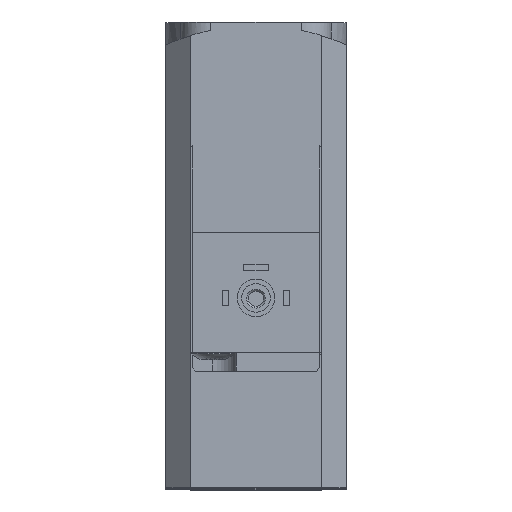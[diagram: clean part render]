
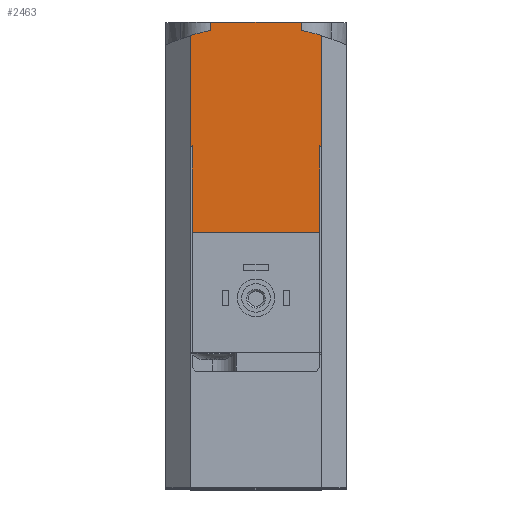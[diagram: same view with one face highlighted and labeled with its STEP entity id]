
A CAD part, top view. The second image highlights one B-rep face of the part: STEP entity #2463.
In plain terms, the highlighted face is planar.
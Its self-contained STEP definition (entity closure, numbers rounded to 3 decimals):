
#120=PLANE('',#2725);
#233=CIRCLE('',#2665,30.);
#235=CIRCLE('',#2669,30.);
#678=ORIENTED_EDGE('',*,*,#1183,.F.);
#679=ORIENTED_EDGE('',*,*,#1102,.T.);
#680=ORIENTED_EDGE('',*,*,#1124,.F.);
#681=ORIENTED_EDGE('',*,*,#1130,.F.);
#682=ORIENTED_EDGE('',*,*,#1076,.F.);
#683=ORIENTED_EDGE('',*,*,#1185,.F.);
#684=ORIENTED_EDGE('',*,*,#1085,.F.);
#685=ORIENTED_EDGE('',*,*,#1128,.F.);
#686=ORIENTED_EDGE('',*,*,#1121,.T.);
#687=ORIENTED_EDGE('',*,*,#1094,.T.);
#688=ORIENTED_EDGE('',*,*,#1180,.T.);
#689=ORIENTED_EDGE('',*,*,#1186,.F.);
#1076=EDGE_CURVE('',#1384,#1385,#1554,.T.);
#1085=EDGE_CURVE('',#1392,#1393,#1563,.T.);
#1094=EDGE_CURVE('',#1400,#1401,#233,.T.);
#1102=EDGE_CURVE('',#1409,#1408,#235,.T.);
#1121=EDGE_CURVE('',#1425,#1400,#1591,.T.);
#1124=EDGE_CURVE('',#1427,#1408,#1594,.T.);
#1128=EDGE_CURVE('',#1425,#1392,#1598,.T.);
#1130=EDGE_CURVE('',#1385,#1427,#1600,.T.);
#1180=EDGE_CURVE('',#1401,#1459,#1639,.T.);
#1183=EDGE_CURVE('',#1409,#1461,#1641,.T.);
#1185=EDGE_CURVE('',#1393,#1384,#1643,.T.);
#1186=EDGE_CURVE('',#1461,#1459,#1644,.T.);
#1384=VERTEX_POINT('',#3997);
#1385=VERTEX_POINT('',#3999);
#1392=VERTEX_POINT('',#4015);
#1393=VERTEX_POINT('',#4017);
#1400=VERTEX_POINT('',#4046);
#1401=VERTEX_POINT('',#4047);
#1408=VERTEX_POINT('',#4061);
#1409=VERTEX_POINT('',#4063);
#1425=VERTEX_POINT('',#4109);
#1427=VERTEX_POINT('',#4115);
#1459=VERTEX_POINT('',#4239);
#1461=VERTEX_POINT('',#4247);
#1554=LINE('',#3998,#1734);
#1563=LINE('',#4016,#1743);
#1591=LINE('',#4108,#1771);
#1594=LINE('',#4114,#1774);
#1598=LINE('',#4121,#1778);
#1600=LINE('',#4123,#1780);
#1639=LINE('',#4240,#1819);
#1641=LINE('',#4246,#1821);
#1643=LINE('',#4250,#1823);
#1644=LINE('',#4251,#1824);
#1734=VECTOR('',#3080,1000.);
#1743=VECTOR('',#3091,1000.);
#1771=VECTOR('',#3137,1000.);
#1774=VECTOR('',#3142,1000.);
#1778=VECTOR('',#3148,1000.);
#1780=VECTOR('',#3150,1000.);
#1819=VECTOR('',#3283,1000.);
#1821=VECTOR('',#3291,1000.);
#1823=VECTOR('',#3295,1000.);
#1824=VECTOR('',#3296,1000.);
#2021=EDGE_LOOP('',(#678,#679,#680,#681,#682,#683,#684,#685,#686,#687,#688,
#689));
#2238=FACE_BOUND('',#2021,.T.);
#2463=ADVANCED_FACE('',(#2238),#120,.T.);
#2665=AXIS2_PLACEMENT_3D('',#4045,#3101,#3102);
#2669=AXIS2_PLACEMENT_3D('',#4062,#3113,#3114);
#2725=AXIS2_PLACEMENT_3D('',#4249,#3293,#3294);
#3080=DIRECTION('',(0.,1.,0.));
#3091=DIRECTION('',(0.,-1.,0.));
#3101=DIRECTION('',(-1.,0.,0.));
#3102=DIRECTION('',(0.,0.,1.));
#3113=DIRECTION('',(-1.,0.,0.));
#3114=DIRECTION('',(0.,0.,1.));
#3137=DIRECTION('',(0.,1.,0.));
#3142=DIRECTION('',(0.,1.,0.));
#3148=DIRECTION('',(0.,0.,-1.));
#3150=DIRECTION('',(0.,0.,-1.));
#3283=DIRECTION('',(0.,1.,0.));
#3291=DIRECTION('',(0.,1.,0.));
#3293=DIRECTION('',(-1.,0.,0.));
#3294=DIRECTION('',(0.,0.,1.));
#3295=DIRECTION('',(0.,0.,-1.));
#3296=DIRECTION('',(0.,0.,1.));
#3997=CARTESIAN_POINT('',(4.,34.,-8.5));
#3998=CARTESIAN_POINT('',(4.,45.5,-8.5));
#3999=CARTESIAN_POINT('',(4.,45.5,-8.5));
#4015=CARTESIAN_POINT('',(4.,45.5,8.5));
#4016=CARTESIAN_POINT('',(4.,16.,8.5));
#4017=CARTESIAN_POINT('',(4.,34.,8.5));
#4045=CARTESIAN_POINT('',(4.,31.5,0.));
#4046=CARTESIAN_POINT('',(4.,60.196,8.75));
#4047=CARTESIAN_POINT('',(4.,60.894,6.));
#4061=CARTESIAN_POINT('',(4.,60.196,-8.75));
#4062=CARTESIAN_POINT('',(4.,31.5,0.));
#4063=CARTESIAN_POINT('',(4.,60.894,-6.));
#4108=CARTESIAN_POINT('',(4.,34.,8.75));
#4109=CARTESIAN_POINT('',(4.,45.5,8.75));
#4114=CARTESIAN_POINT('',(4.,34.,-8.75));
#4115=CARTESIAN_POINT('',(4.,45.5,-8.75));
#4121=CARTESIAN_POINT('',(4.,45.5,8.5));
#4123=CARTESIAN_POINT('',(4.,45.5,-26.25));
#4239=CARTESIAN_POINT('',(4.,62.,6.));
#4240=CARTESIAN_POINT('',(4.,57.,6.));
#4246=CARTESIAN_POINT('',(4.,57.,-6.));
#4247=CARTESIAN_POINT('',(4.,62.,-6.));
#4249=CARTESIAN_POINT('',(4.,57.,-6.));
#4250=CARTESIAN_POINT('',(4.,34.,8.75));
#4251=CARTESIAN_POINT('',(4.,62.,-6.));
